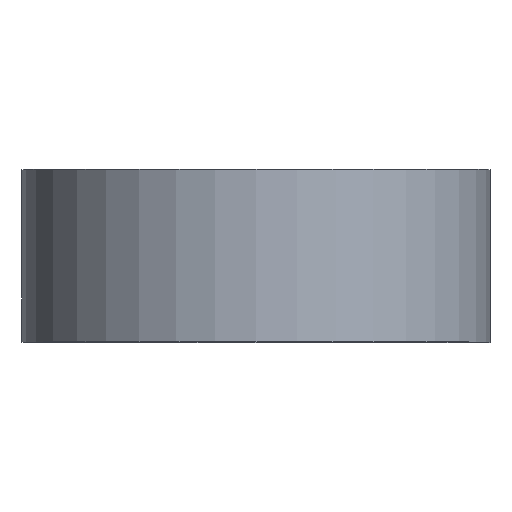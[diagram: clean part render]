
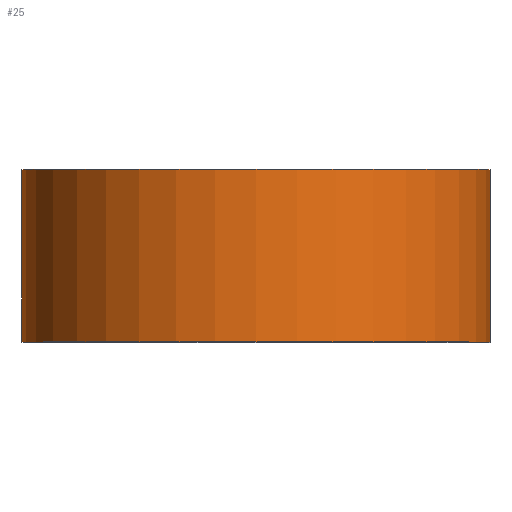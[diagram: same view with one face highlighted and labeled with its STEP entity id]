
A CAD part, top view. The second image highlights one B-rep face of the part: STEP entity #25.
In plain terms, the highlighted cylindrical face has radius 25.819 mm (diameter 51.638 mm), a partial arc.
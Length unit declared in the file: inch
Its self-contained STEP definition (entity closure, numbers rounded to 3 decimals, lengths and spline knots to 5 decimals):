
#25 = ADVANCED_FACE ( 'NONE', ( #708 ), #318, .T. ) ;
#43 = CARTESIAN_POINT ( 'NONE',  ( 0., -0.375, -1.0165 ) ) ;
#50 = ORIENTED_EDGE ( 'NONE', *, *, #306, .T. ) ;
#69 = CARTESIAN_POINT ( 'NONE',  ( 0., -0.375, 0. ) ) ;
#71 = ORIENTED_EDGE ( 'NONE', *, *, #512, .T. ) ;
#72 = DIRECTION ( 'NONE',  ( 0., 1., 0. ) ) ;
#84 = DIRECTION ( 'NONE',  ( 1., 0., 0. ) ) ;
#141 = DIRECTION ( 'NONE',  ( 1., 0., 0. ) ) ;
#180 = ORIENTED_EDGE ( 'NONE', *, *, #645, .F. ) ;
#212 = VECTOR ( 'NONE', #560, 39.37008 ) ;
#224 = DIRECTION ( 'NONE',  ( 0., 1., 0. ) ) ;
#226 = ORIENTED_EDGE ( 'NONE', *, *, #382, .F. ) ;
#279 = EDGE_LOOP ( 'NONE', ( #50, #226, #180, #71 ) ) ;
#306 = EDGE_CURVE ( 'NONE', #728, #663, #695, .T. ) ;
#318 = CYLINDRICAL_SURFACE ( 'NONE', #701, 1.0165 ) ;
#361 = VERTEX_POINT ( 'NONE', #643 ) ;
#378 = LINE ( 'NONE', #459, #412 ) ;
#382 = EDGE_CURVE ( 'NONE', #361, #663, #378, .T. ) ;
#387 = CARTESIAN_POINT ( 'NONE',  ( 0., 0.375, -1.0165 ) ) ;
#398 = VERTEX_POINT ( 'NONE', #387 ) ;
#410 = CARTESIAN_POINT ( 'NONE',  ( 0., 0.375, 0. ) ) ;
#412 = VECTOR ( 'NONE', #456, 39.37008 ) ;
#456 = DIRECTION ( 'NONE',  ( 0., -1., 0. ) ) ;
#458 = CARTESIAN_POINT ( 'NONE',  ( 1.0165, -0.375, 0. ) ) ;
#459 = CARTESIAN_POINT ( 'NONE',  ( 1.0165, 0.375, 0. ) ) ;
#460 = LINE ( 'NONE', #549, #212 ) ;
#499 = AXIS2_PLACEMENT_3D ( 'NONE', #69, #72, #84 ) ;
#512 = EDGE_CURVE ( 'NONE', #398, #728, #460, .T. ) ;
#549 = CARTESIAN_POINT ( 'NONE',  ( 0., 0.375, -1.0165 ) ) ;
#560 = DIRECTION ( 'NONE',  ( 0., -1., 0. ) ) ;
#586 = DIRECTION ( 'NONE',  ( 0., 0., -1. ) ) ;
#639 = AXIS2_PLACEMENT_3D ( 'NONE', #410, #224, #141 ) ;
#643 = CARTESIAN_POINT ( 'NONE',  ( 1.0165, 0.375, 0. ) ) ;
#645 = EDGE_CURVE ( 'NONE', #398, #361, #697, .T. ) ;
#663 = VERTEX_POINT ( 'NONE', #458 ) ;
#695 = CIRCLE ( 'NONE', #499, 1.0165 ) ;
#697 = CIRCLE ( 'NONE', #639, 1.0165 ) ;
#701 = AXIS2_PLACEMENT_3D ( 'NONE', #724, #717, #586 ) ;
#708 = FACE_OUTER_BOUND ( 'NONE', #279, .T. ) ;
#717 = DIRECTION ( 'NONE',  ( 0., -1., 0. ) ) ;
#724 = CARTESIAN_POINT ( 'NONE',  ( 0., 0.375, 0. ) ) ;
#728 = VERTEX_POINT ( 'NONE', #43 ) ;
